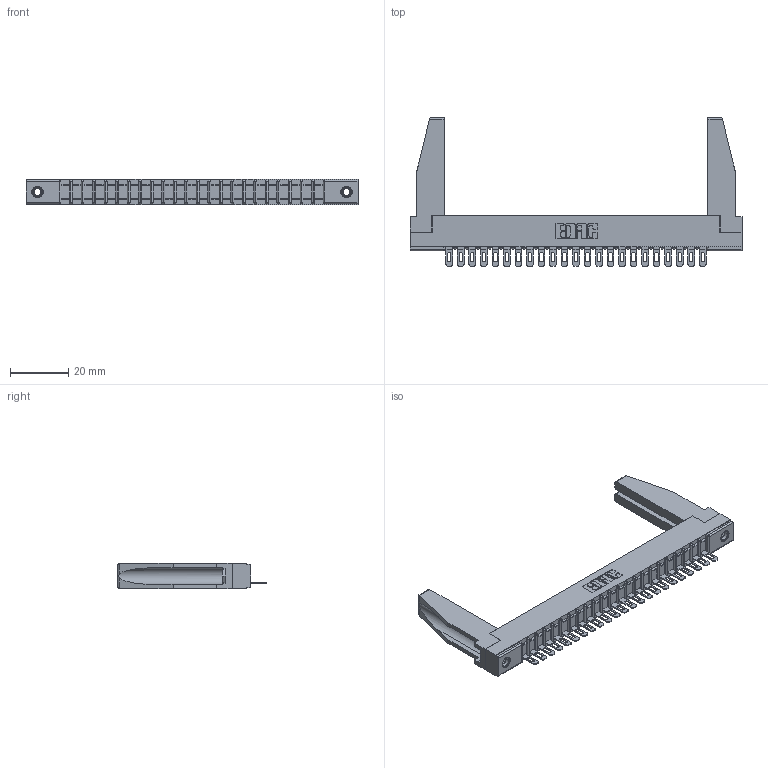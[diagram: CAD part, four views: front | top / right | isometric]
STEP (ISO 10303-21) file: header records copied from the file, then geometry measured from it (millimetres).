
FILE_DESCRIPTION (( 'STEP AP203' ), '1' );
FILE_NAME ('307-023-501-178.STEP', '2019-09-05T00:24:03', ( '' ), ( '' ), 'SwSTEP 2.0', 'SolidWorks 2016', '' );
FILE_SCHEMA (( 'CONFIG_CONTROL_DESIGN' ));
Length unit declared in the file: inch
Products named in the file (5): 307-290-002_501; 345-250-001_345-250-001-102; 307 Part_.156 Dia Mounting Holes; 307-023-501-178; 307-220-078
Assembly tree (28 placements, depth 2):
  307-023-501-178
    307 Part_.156 Dia Mounting Holes
    307-290-002_501  x23
    307-220-078  x2
    345-250-001_345-250-001-102  x2
Bounding box: 114.15 x 51.13 x 8.71 mm (x, y, z)
Volume: 11549.7 mm3; surface area: 17774.9 mm2
Topology: 28 solids, 28 shells, 2020 faces, 6127 edges, 4010 vertices
Faces by surface type: plane 1166, cylinder 790, sphere 48, cone 12, torus 4
Entity records: 25293 total; most frequent: CARTESIAN_POINT 4262, ORIENTED_EDGE 4208, DIRECTION 4110, EDGE_CURVE 2104, VECTOR 1602, LINE 1602, VERTEX_POINT 1364, AXIS2_PLACEMENT_3D 1254
